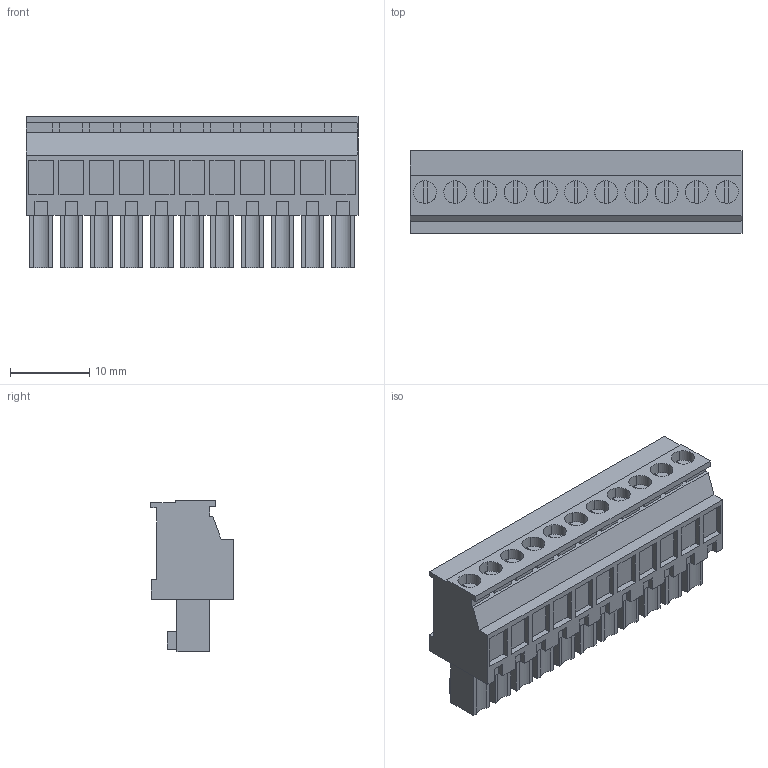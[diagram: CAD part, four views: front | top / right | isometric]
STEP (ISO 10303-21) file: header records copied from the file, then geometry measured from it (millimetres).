
FILE_DESCRIPTION(('CATIA V5 STEP Exchange','CAx-IF Rec.Pracs.--- Model Styling and Organization---1.2---2011-12-15'),'2;1');
FILE_NAME ('D1459677_0_1940280000_1940280000.stp','2017-04-13T06:39:32+00:00',('none'),('Weidmueller'),'CATIA Version 5-6 Release 2014','CATIA V5 STEP AP214','none');
FILE_SCHEMA(('AUTOMOTIVE_DESIGN { 1 0 10303 214 1 1 1 1 }'));
Length unit declared in the file: millimetre
Products named in the file (1): 1940280000
Bounding box: 41.91 x 10.45 x 19.1 mm (x, y, z)
Volume: 5178.3 mm3; surface area: 4144.2 mm2
Topology: 12 solids, 12 shells, 493 faces, 1276 edges, 864 vertices
Faces by surface type: plane 412, cylinder 81
Entity records: 13941 total; most frequent: CARTESIAN_POINT 2584, ORIENTED_EDGE 2552, DIRECTION 1864, EDGE_CURVE 1276, VECTOR 1070, LINE 1070, VERTEX_POINT 864, EDGE_LOOP 550
